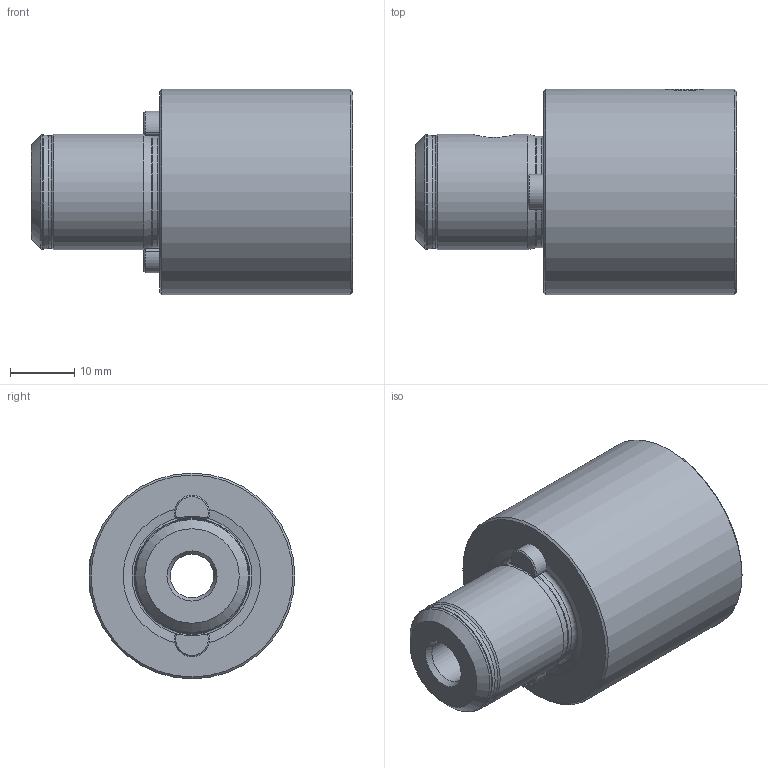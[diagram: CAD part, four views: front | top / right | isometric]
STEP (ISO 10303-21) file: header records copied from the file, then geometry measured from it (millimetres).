
FILE_DESCRIPTION (( 'STEP AP214' ), '1' );
FILE_NAME ('ST3.ST3.K01.030.STEP', '2020-03-02T13:20:02', ( '' ), ( '' ), 'SwSTEP 2.0', 'SolidWorks 2017', '' );
FILE_SCHEMA (( 'AUTOMOTIVE_DESIGN' ));
Length unit declared in the file: millimetre
Products named in the file (4): ST3.ST3.K01.030; ST3-ST3.K01.030_B; ST3-ER2.001.007_A; ST3-ER1.001.008_A
Assembly tree (4 placements, depth 2):
  ST3.ST3.K01.030
    ST3-ST3.K01.030_B
    ST3-ER1.001.008_A
    ST3-ER2.001.007_A  x2
Bounding box: 50 x 32 x 32 mm (x, y, z)
Volume: 22289.9 mm3; surface area: 8117.9 mm2
Topology: 4 solids, 4 shells, 101 faces, 229 edges, 137 vertices
Faces by surface type: plane 32, cone 31, cylinder 25, torus 11, bspline 2
Full cylindrical faces by diameter (mm): 2.8 x4, 3 x1, 3.3 x1, 5.25 x1, 6 x1, 6.8 x1, 17.3 x1, 17.8 x1, 18 x2, 19 x1, 32 x1
Entity records: 2803 total; most frequent: CARTESIAN_POINT 919, DIRECTION 374, ORIENTED_EDGE 286, AXIS2_PLACEMENT_3D 165, EDGE_CURVE 143, EDGE_LOOP 138, FACE_OUTER_BOUND 109, VERTEX_POINT 107
